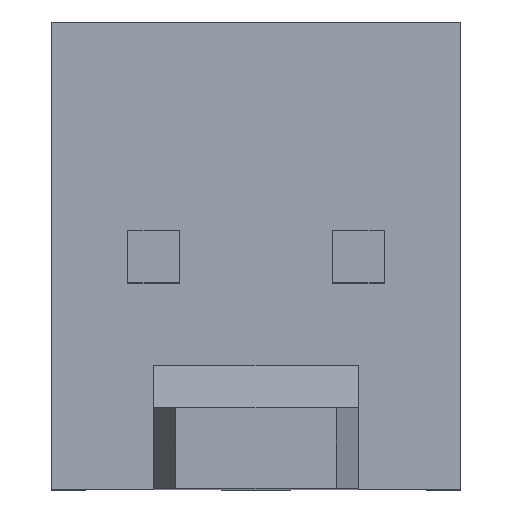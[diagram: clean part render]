
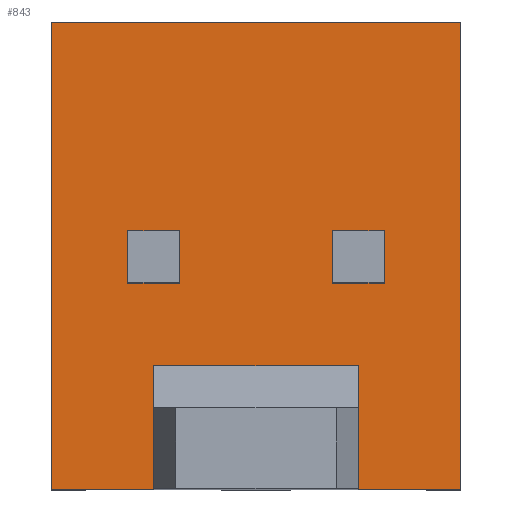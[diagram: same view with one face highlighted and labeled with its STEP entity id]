
A CAD part, top view. The second image highlights one B-rep face of the part: STEP entity #843.
In plain terms, the highlighted planar face has unit normal (0, 0, 1).
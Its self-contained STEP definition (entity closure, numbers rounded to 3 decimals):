
#25=FACE_BOUND($,#94,.T.);
#26=FACE_BOUND($,#95,.T.);
#46=FACE_OUTER_BOUND($,#93,.T.);
#93=EDGE_LOOP($,(#652,#653,#654,#655,#656,#657,#658,#659));
#94=EDGE_LOOP($,(#660,#661,#662,#663));
#95=EDGE_LOOP($,(#664,#665,#666,#667));
#123=LINE($,#1142,#238);
#126=LINE($,#1148,#241);
#129=LINE($,#1154,#244);
#132=LINE($,#1158,#247);
#135=LINE($,#1166,#250);
#139=LINE($,#1173,#254);
#141=LINE($,#1178,#256);
#144=LINE($,#1182,#259);
#145=LINE($,#1186,#260);
#153=LINE($,#1202,#268);
#175=LINE($,#1245,#290);
#181=LINE($,#1257,#296);
#186=LINE($,#1266,#301);
#187=LINE($,#1268,#302);
#188=LINE($,#1270,#303);
#189=LINE($,#1271,#304);
#238=VECTOR($,#929,0.64);
#241=VECTOR($,#934,0.64);
#244=VECTOR($,#939,0.64);
#247=VECTOR($,#944,0.64);
#250=VECTOR($,#949,0.64);
#254=VECTOR($,#955,0.64);
#256=VECTOR($,#959,0.64);
#259=VECTOR($,#964,0.64);
#260=VECTOR($,#967,5.8);
#268=VECTOR($,#977,5.08);
#290=VECTOR($,#1013,1.27);
#296=VECTOR($,#1019,1.27);
#301=VECTOR($,#1030,5.8);
#302=VECTOR($,#1031,1.25);
#303=VECTOR($,#1032,2.54);
#304=VECTOR($,#1033,1.25);
#353=VERTEX_POINT($,#1139);
#354=VERTEX_POINT($,#1141);
#356=VERTEX_POINT($,#1147);
#358=VERTEX_POINT($,#1153);
#361=VERTEX_POINT($,#1163);
#362=VERTEX_POINT($,#1165);
#364=VERTEX_POINT($,#1171);
#366=VERTEX_POINT($,#1177);
#367=VERTEX_POINT($,#1184);
#368=VERTEX_POINT($,#1185);
#375=VERTEX_POINT($,#1200);
#389=VERTEX_POINT($,#1244);
#394=VERTEX_POINT($,#1254);
#395=VERTEX_POINT($,#1256);
#397=VERTEX_POINT($,#1267);
#398=VERTEX_POINT($,#1269);
#431=EDGE_CURVE($,#354,#353,#123,.T.);
#434=EDGE_CURVE($,#356,#354,#126,.T.);
#437=EDGE_CURVE($,#356,#358,#129,.T.);
#440=EDGE_CURVE($,#358,#353,#132,.T.);
#443=EDGE_CURVE($,#361,#362,#135,.T.);
#447=EDGE_CURVE($,#361,#364,#139,.T.);
#449=EDGE_CURVE($,#362,#366,#141,.T.);
#452=EDGE_CURVE($,#364,#366,#144,.T.);
#453=EDGE_CURVE($,#367,#368,#145,.T.);
#461=EDGE_CURVE($,#368,#375,#153,.T.);
#483=EDGE_CURVE($,#367,#389,#175,.T.);
#489=EDGE_CURVE($,#394,#395,#181,.T.);
#494=EDGE_CURVE($,#395,#375,#186,.T.);
#495=EDGE_CURVE($,#394,#397,#187,.T.);
#496=EDGE_CURVE($,#398,#397,#188,.T.);
#497=EDGE_CURVE($,#389,#398,#189,.T.);
#652=ORIENTED_EDGE($,*,*,#483,.F.);
#653=ORIENTED_EDGE($,*,*,#453,.T.);
#654=ORIENTED_EDGE($,*,*,#461,.T.);
#655=ORIENTED_EDGE($,*,*,#494,.F.);
#656=ORIENTED_EDGE($,*,*,#489,.F.);
#657=ORIENTED_EDGE($,*,*,#495,.T.);
#658=ORIENTED_EDGE($,*,*,#496,.F.);
#659=ORIENTED_EDGE($,*,*,#497,.F.);
#660=ORIENTED_EDGE($,*,*,#452,.T.);
#661=ORIENTED_EDGE($,*,*,#449,.F.);
#662=ORIENTED_EDGE($,*,*,#443,.F.);
#663=ORIENTED_EDGE($,*,*,#447,.T.);
#664=ORIENTED_EDGE($,*,*,#431,.T.);
#665=ORIENTED_EDGE($,*,*,#440,.F.);
#666=ORIENTED_EDGE($,*,*,#437,.F.);
#667=ORIENTED_EDGE($,*,*,#434,.T.);
#799=PLANE($,#895);
#843=ADVANCED_FACE($,(#46,#25,#26),#799,.T.);
#895=AXIS2_PLACEMENT_3D($,#1265,#1028,#1029);
#929=DIRECTION($,(1.,0.,0.));
#934=DIRECTION($,(0.,1.,0.));
#939=DIRECTION($,(1.,0.,0.));
#944=DIRECTION($,(0.,1.,0.));
#949=DIRECTION($,(-1.,0.,0.));
#955=DIRECTION($,(0.,-1.,0.));
#959=DIRECTION($,(0.,-1.,0.));
#964=DIRECTION($,(-1.,0.,0.));
#967=DIRECTION($,(0.,1.,0.));
#977=DIRECTION($,(-1.,0.,0.));
#1013=DIRECTION($,(-1.,0.,0.));
#1019=DIRECTION($,(-1.,0.,0.));
#1028=DIRECTION('center_axis',(0.,0.,
1.));
#1029=DIRECTION('ref_axis',(0.,1.,0.));
#1030=DIRECTION($,(0.,1.,0.));
#1031=DIRECTION($,(0.,1.,0.));
#1032=DIRECTION($,(-1.,0.,0.));
#1033=DIRECTION($,(0.,1.,0.));
#1139=CARTESIAN_POINT('',(1.59,0.3,3.16));
#1141=CARTESIAN_POINT('',(0.95,0.3,3.16));
#1142=CARTESIAN_POINT($,(0.95,0.3,3.16));
#1147=CARTESIAN_POINT('',(0.95,-0.34,3.16));
#1148=CARTESIAN_POINT($,(0.95,-0.34,3.16));
#1153=CARTESIAN_POINT('',(1.59,-0.34,3.16));
#1154=CARTESIAN_POINT($,(0.95,-0.34,3.16));
#1158=CARTESIAN_POINT($,(1.59,-0.34,3.16));
#1163=CARTESIAN_POINT('',(-0.95,0.3,3.16));
#1165=CARTESIAN_POINT('',(-1.59,0.3,3.16));
#1166=CARTESIAN_POINT($,(-0.95,0.3,3.16));
#1171=CARTESIAN_POINT('',(-0.95,-0.34,3.16));
#1173=CARTESIAN_POINT($,(-0.95,0.3,3.16));
#1177=CARTESIAN_POINT('',(-1.59,-0.34,3.16));
#1178=CARTESIAN_POINT($,(-1.59,0.3,3.16));
#1182=CARTESIAN_POINT($,(-0.95,-0.34,3.16));
#1184=CARTESIAN_POINT('',(2.54,-2.9,3.16));
#1185=CARTESIAN_POINT('',(2.54,2.9,3.16));
#1186=CARTESIAN_POINT($,(2.54,-2.9,3.16));
#1200=CARTESIAN_POINT('',(-2.54,2.9,3.16));
#1202=CARTESIAN_POINT($,(2.54,2.9,3.16));
#1244=CARTESIAN_POINT('',(1.27,-2.9,3.16));
#1245=CARTESIAN_POINT($,(2.54,-2.9,3.16));
#1254=CARTESIAN_POINT('',(-1.27,-2.9,3.16));
#1256=CARTESIAN_POINT('',(-2.54,-2.9,3.16));
#1257=CARTESIAN_POINT($,(-1.27,-2.9,3.16));
#1265=CARTESIAN_POINT('Origin',(2.794,-3.19,3.16));
#1266=CARTESIAN_POINT($,(-2.54,-2.9,3.16));
#1267=CARTESIAN_POINT('',(-1.27,-1.65,3.16));
#1268=CARTESIAN_POINT($,(-1.27,-2.9,3.16));
#1269=CARTESIAN_POINT('',(1.27,-1.65,3.16));
#1270=CARTESIAN_POINT($,(1.27,-1.65,3.16));
#1271=CARTESIAN_POINT($,(1.27,-2.9,3.16));
